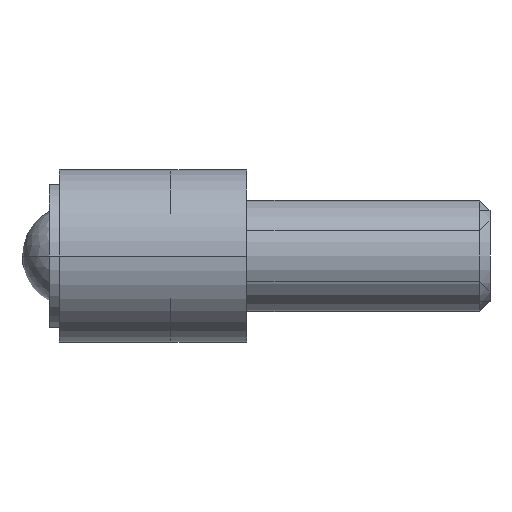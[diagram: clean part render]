
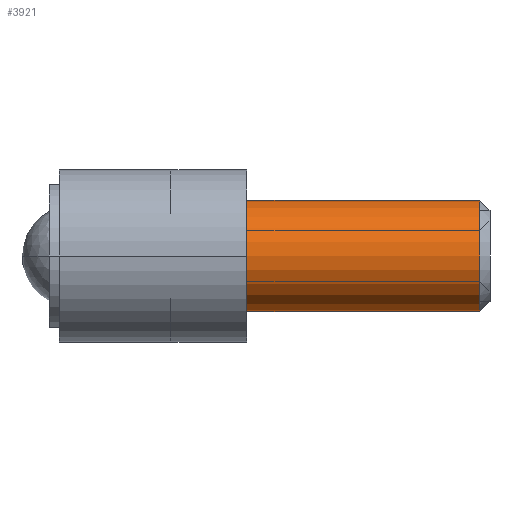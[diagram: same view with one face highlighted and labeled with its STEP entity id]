
A CAD part, left-side view. The second image highlights one B-rep face of the part: STEP entity #3921.
In plain terms, the highlighted cylindrical face has radius 2.75 mm (diameter 5.5 mm), a partial arc.
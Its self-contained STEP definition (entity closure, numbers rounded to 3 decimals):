
#25 = VERTEX_POINT ( 'NONE', #2119 ) ;
#52 = CIRCLE ( 'NONE', #2599, 2.75 ) ;
#256 = DIRECTION ( 'NONE',  ( 0., 0., -1. ) ) ;
#489 = CARTESIAN_POINT ( 'NONE',  ( 0., 12., 2.75 ) ) ;
#516 = ORIENTED_EDGE ( 'NONE', *, *, #3461, .F. ) ;
#601 = LINE ( 'NONE', #2127, #1181 ) ;
#624 = CARTESIAN_POINT ( 'NONE',  ( 0., 44.937, 0. ) ) ;
#629 = AXIS2_PLACEMENT_3D ( 'NONE', #2107, #3082, #256 ) ;
#754 = VERTEX_POINT ( 'NONE', #489 ) ;
#947 = ORIENTED_EDGE ( 'NONE', *, *, #2077, .T. ) ;
#961 = EDGE_CURVE ( 'NONE', #3716, #754, #52, .T. ) ;
#1081 = FACE_OUTER_BOUND ( 'NONE', #3252, .T. ) ;
#1175 = AXIS2_PLACEMENT_3D ( 'NONE', #624, #1554, #2464 ) ;
#1181 = VECTOR ( 'NONE', #2771, 1000. ) ;
#1241 = DIRECTION ( 'NONE',  ( 0., 0., 1. ) ) ;
#1279 = VECTOR ( 'NONE', #4079, 1000. ) ;
#1313 = ORIENTED_EDGE ( 'NONE', *, *, #2772, .F. ) ;
#1554 = DIRECTION ( 'NONE',  ( 0., 1., 0. ) ) ;
#1599 = DIRECTION ( 'NONE',  ( 0., 1., 0. ) ) ;
#1766 = CIRCLE ( 'NONE', #629, 2.75 ) ;
#1884 = VERTEX_POINT ( 'NONE', #2533 ) ;
#2077 = EDGE_CURVE ( 'NONE', #25, #754, #601, .T. ) ;
#2107 = CARTESIAN_POINT ( 'NONE',  ( 0., 0.5, 0. ) ) ;
#2119 = CARTESIAN_POINT ( 'NONE',  ( 0., 0.5, 2.75 ) ) ;
#2127 = CARTESIAN_POINT ( 'NONE',  ( 0., 44.937, 2.75 ) ) ;
#2295 = CARTESIAN_POINT ( 'NONE',  ( 0., 12., -2.75 ) ) ;
#2398 = CYLINDRICAL_SURFACE ( 'NONE', #1175, 2.75 ) ;
#2464 = DIRECTION ( 'NONE',  ( 0., 0., 1. ) ) ;
#2533 = CARTESIAN_POINT ( 'NONE',  ( 0., 0.5, -2.75 ) ) ;
#2599 = AXIS2_PLACEMENT_3D ( 'NONE', #3479, #1599, #1241 ) ;
#2771 = DIRECTION ( 'NONE',  ( 0., 1., 0. ) ) ;
#2772 = EDGE_CURVE ( 'NONE', #1884, #3716, #3704, .T. ) ;
#3082 = DIRECTION ( 'NONE',  ( 0., -1., 0. ) ) ;
#3233 = ORIENTED_EDGE ( 'NONE', *, *, #961, .F. ) ;
#3252 = EDGE_LOOP ( 'NONE', ( #1313, #516, #947, #3233 ) ) ;
#3461 = EDGE_CURVE ( 'NONE', #25, #1884, #1766, .T. ) ;
#3479 = CARTESIAN_POINT ( 'NONE',  ( 0., 12., 0. ) ) ;
#3704 = LINE ( 'NONE', #3785, #1279 ) ;
#3716 = VERTEX_POINT ( 'NONE', #2295 ) ;
#3785 = CARTESIAN_POINT ( 'NONE',  ( 0., 44.937, -2.75 ) ) ;
#3921 = ADVANCED_FACE ( 'NONE', ( #1081 ), #2398, .T. ) ;
#4079 = DIRECTION ( 'NONE',  ( 0., 1., 0. ) ) ;
